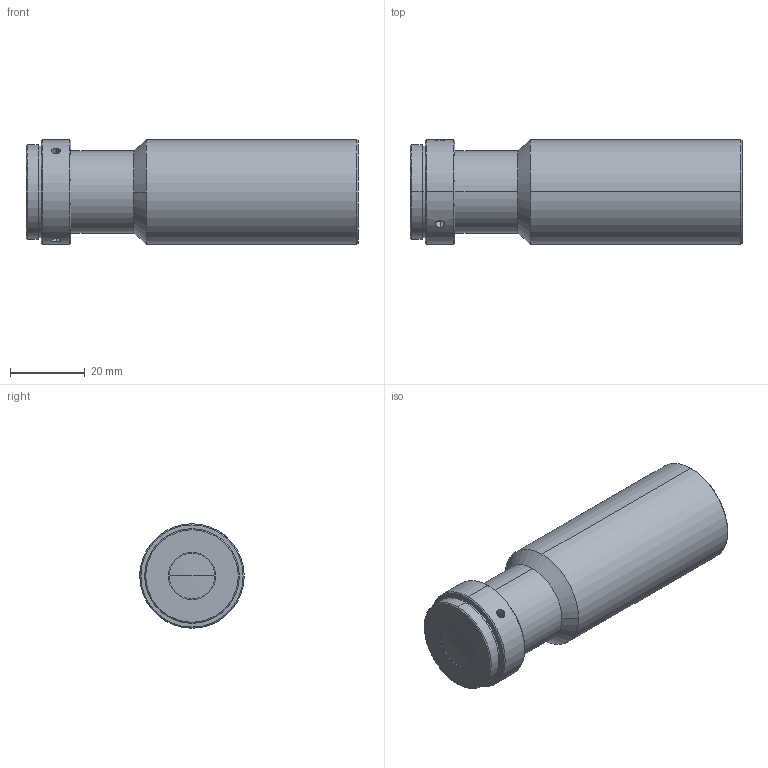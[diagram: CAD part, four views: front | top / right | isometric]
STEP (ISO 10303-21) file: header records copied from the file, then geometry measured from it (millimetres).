
FILE_DESCRIPTION (( 'STEP AP203' ), '1' );
FILE_NAME ('£×£È025-75AS-130.STEP', '2023-05-18T10:05:36', ( '' ), ( '' ), 'SwSTEP 2.0', 'SolidWorks 2017', '' );
FILE_SCHEMA (( 'CONFIG_CONTROL_DESIGN' ));
Length unit declared in the file: millimetre
Products named in the file (1): ｣ﾗ｣ﾈ025-75AS-130
Bounding box: 89.07 x 28 x 28 mm (x, y, z)
Volume: 49903.9 mm3; surface area: 9094.3 mm2
Topology: 1 solids, 1 shells, 40 faces, 84 edges, 51 vertices
Faces by surface type: cylinder 19, cone 16, plane 5
Entity records: 1313 total; most frequent: CARTESIAN_POINT 378, DIRECTION 190, ORIENTED_EDGE 164, EDGE_CURVE 82, AXIS2_PLACEMENT_3D 79, VERTEX_POINT 51, EDGE_LOOP 47, ADVANCED_FACE 40
